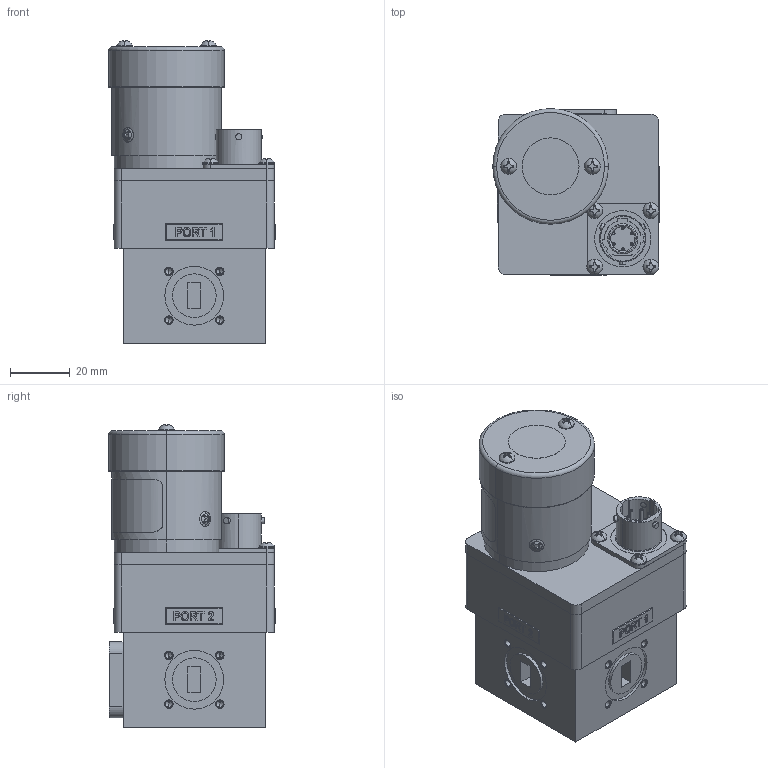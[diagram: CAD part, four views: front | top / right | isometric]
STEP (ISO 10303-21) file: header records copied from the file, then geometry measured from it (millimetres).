
FILE_DESCRIPTION (( 'STEP AP214' ), '1' );
FILE_NAME ('PEWGS6040-41-42-43 ¦ FMWGS6040-41-42-43.step', '2021-04-23T16:22:16', ( '' ), ( '' ), 'SwSTEP 2.0', 'SolidWorks 2020', '' );
FILE_SCHEMA (( 'AUTOMOTIVE_DESIGN' ));
Length unit declared in the file: inch
Products named in the file (1): PEWGS6040-41-42-43 ｦ FMWGS6040-41-42-43
Bounding box: 55.63 x 55.63 x 101.05 mm (x, y, z)
Volume: 193448.5 mm3; surface area: 36567.2 mm2
Topology: 16 solids, 17 shells, 1315 faces, 3438 edges, 2222 vertices
Faces by surface type: plane 546, cylinder 370, cone 172, bspline 165, torus 46, sphere 16
Entity records: 69401 total; most frequent: CARTESIAN_POINT 32057, ORIENTED_EDGE 6756, DIRECTION 5626, EDGE_CURVE 3378, VERTEX_POINT 2222, AXIS2_PLACEMENT_3D 2045, LINE 1536, VECTOR 1536
